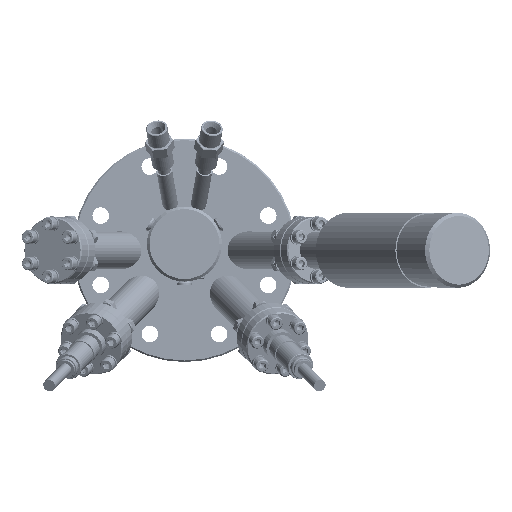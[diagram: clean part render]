
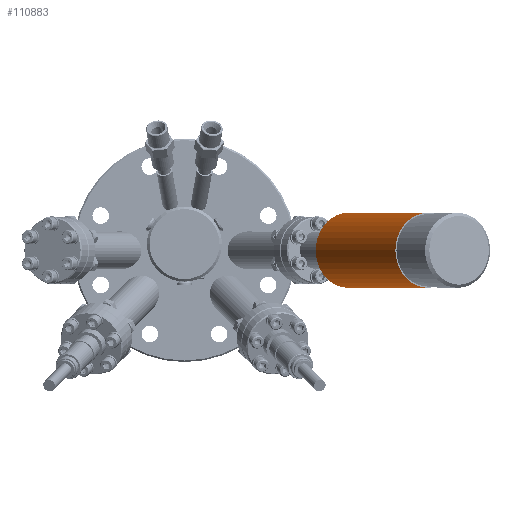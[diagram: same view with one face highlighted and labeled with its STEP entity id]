
A CAD part, front view. The second image highlights one B-rep face of the part: STEP entity #110883.
In plain terms, the highlighted cylindrical face has radius 19.05 mm (diameter 38.1 mm), a partial arc.
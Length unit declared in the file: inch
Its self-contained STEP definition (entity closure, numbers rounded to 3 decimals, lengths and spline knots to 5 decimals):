
#2258 = ORIENTED_EDGE ( 'NONE', *, *, #95169, .F. ) ;
#6520 = VERTEX_POINT ( 'NONE', #95172 ) ;
#7101 = VERTEX_POINT ( 'NONE', #18131 ) ;
#9035 = LINE ( 'NONE', #88638, #29486 ) ;
#11312 = EDGE_CURVE ( 'NONE', #7101, #6520, #109712, .T. ) ;
#13155 = CARTESIAN_POINT ( 'NONE',  ( 0., 0., 4.25 ) ) ;
#18131 = CARTESIAN_POINT ( 'NONE',  ( -0.75, 0., 4.25 ) ) ;
#19512 = DIRECTION ( 'NONE',  ( 0., 0., -1. ) ) ;
#21925 = DIRECTION ( 'NONE',  ( 1., 0., 0. ) ) ;
#23160 = CIRCLE ( 'NONE', #59952, 0.75 ) ;
#27053 = CARTESIAN_POINT ( 'NONE',  ( 0.75, 0., 1.0625 ) ) ;
#27783 = DIRECTION ( 'NONE',  ( 0., 0., -1. ) ) ;
#28851 = DIRECTION ( 'NONE',  ( 0., 0., 1. ) ) ;
#29486 = VECTOR ( 'NONE', #27783, 39.37008 ) ;
#38557 = AXIS2_PLACEMENT_3D ( 'NONE', #80825, #28851, #89754 ) ;
#44779 = AXIS2_PLACEMENT_3D ( 'NONE', #80464, #62941, #80105 ) ;
#45672 = VERTEX_POINT ( 'NONE', #84443 ) ;
#47787 = CIRCLE ( 'NONE', #38557, 0.75 ) ;
#53556 = CYLINDRICAL_SURFACE ( 'NONE', #44779, 0.75 ) ;
#59952 = AXIS2_PLACEMENT_3D ( 'NONE', #13155, #73951, #21925 ) ;
#60166 = EDGE_LOOP ( 'NONE', ( #77921, #2258, #89406, #66382 ) ) ;
#62941 = DIRECTION ( 'NONE',  ( 0., 0., -1. ) ) ;
#66382 = ORIENTED_EDGE ( 'NONE', *, *, #106841, .T. ) ;
#71544 = CARTESIAN_POINT ( 'NONE',  ( -0.75, 0., 4.25 ) ) ;
#73951 = DIRECTION ( 'NONE',  ( 0., 0., 1. ) ) ;
#77921 = ORIENTED_EDGE ( 'NONE', *, *, #86009, .F. ) ;
#80105 = DIRECTION ( 'NONE',  ( -1., 0., 0. ) ) ;
#80464 = CARTESIAN_POINT ( 'NONE',  ( 0., 0., 4.25 ) ) ;
#80825 = CARTESIAN_POINT ( 'NONE',  ( 0., 0., 1.0625 ) ) ;
#84443 = CARTESIAN_POINT ( 'NONE',  ( 0.75, 0., 4.25 ) ) ;
#86009 = EDGE_CURVE ( 'NONE', #45672, #88307, #9035, .T. ) ;
#88307 = VERTEX_POINT ( 'NONE', #27053 ) ;
#88638 = CARTESIAN_POINT ( 'NONE',  ( 0.75, 0., 4.25 ) ) ;
#89406 = ORIENTED_EDGE ( 'NONE', *, *, #11312, .T. ) ;
#89754 = DIRECTION ( 'NONE',  ( 1., 0., 0. ) ) ;
#95169 = EDGE_CURVE ( 'NONE', #7101, #45672, #23160, .T. ) ;
#95172 = CARTESIAN_POINT ( 'NONE',  ( -0.75, 0., 1.0625 ) ) ;
#102607 = FACE_OUTER_BOUND ( 'NONE', #60166, .T. ) ;
#106841 = EDGE_CURVE ( 'NONE', #6520, #88307, #47787, .T. ) ;
#107002 = VECTOR ( 'NONE', #19512, 39.37008 ) ;
#109712 = LINE ( 'NONE', #71544, #107002 ) ;
#110883 = ADVANCED_FACE ( 'NONE', ( #102607 ), #53556, .T. ) ;
